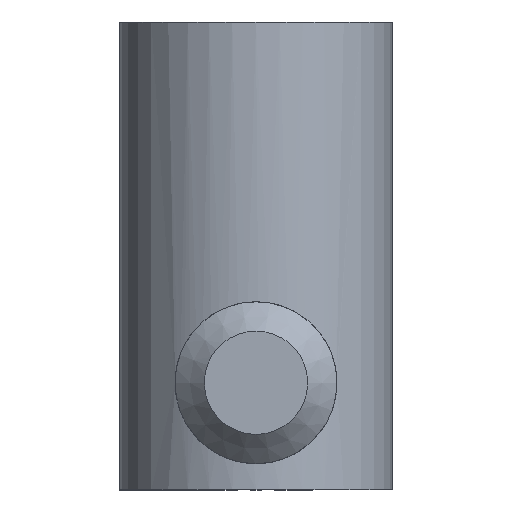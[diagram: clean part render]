
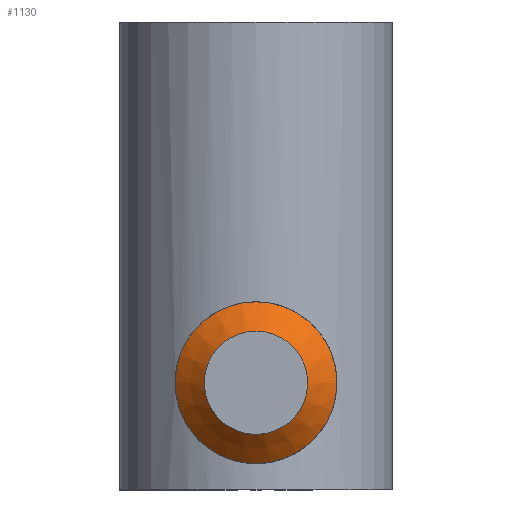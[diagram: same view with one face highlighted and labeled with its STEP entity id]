
A CAD part, left-side view. The second image highlights one B-rep face of the part: STEP entity #1130.
In plain terms, the highlighted conical face has half-angle 45 degrees and reference radius 4.15 mm.
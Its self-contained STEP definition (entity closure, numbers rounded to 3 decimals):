
#545=CONICAL_SURFACE('',#1066,4.15,45.);
#643=ORIENTED_EDGE('',*,*,#796,.F.);
#644=ORIENTED_EDGE('',*,*,#797,.T.);
#736=CIRCLE('',#1065,4.15);
#737=CIRCLE('',#1067,2.65);
#756=VERTEX_POINT('',#2508);
#757=VERTEX_POINT('',#2511);
#796=EDGE_CURVE('',#756,#756,#736,.T.);
#797=EDGE_CURVE('',#757,#757,#737,.T.);
#846=EDGE_LOOP('',(#643));
#847=EDGE_LOOP('',(#644));
#894=FACE_BOUND('',#846,.T.);
#895=FACE_BOUND('',#847,.T.);
#950=DIRECTION('',(1.,0.,0.));
#951=DIRECTION('',(0.,4.15,0.));
#952=DIRECTION('',(1.,0.,0.));
#953=DIRECTION('',(0.,1.,0.));
#954=DIRECTION('',(1.,0.,0.));
#955=DIRECTION('',(0.,2.65,0.));
#1065=AXIS2_PLACEMENT_3D('',#2509,#950,#951);
#1066=AXIS2_PLACEMENT_3D('',#2510,#952,#953);
#1067=AXIS2_PLACEMENT_3D('',#2512,#954,#955);
#1130=ADVANCED_FACE('',(#894,#895),#545,.T.);
#2508=CARTESIAN_POINT('',(-37.,4.15,0.));
#2509=CARTESIAN_POINT('',(-37.,0.,0.));
#2510=CARTESIAN_POINT('',(-37.,0.,0.));
#2511=CARTESIAN_POINT('',(-38.5,2.65,0.));
#2512=CARTESIAN_POINT('',(-38.5,0.,0.));
